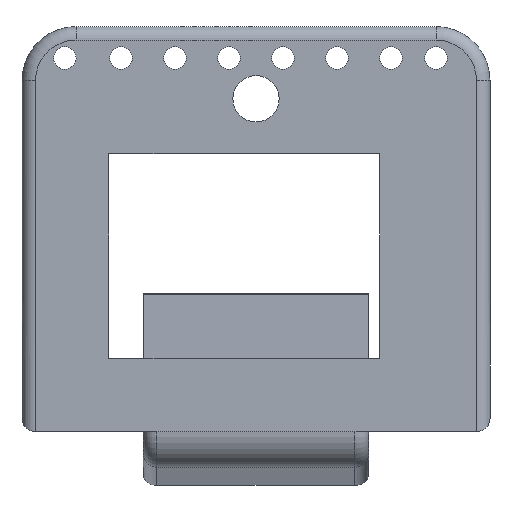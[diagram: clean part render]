
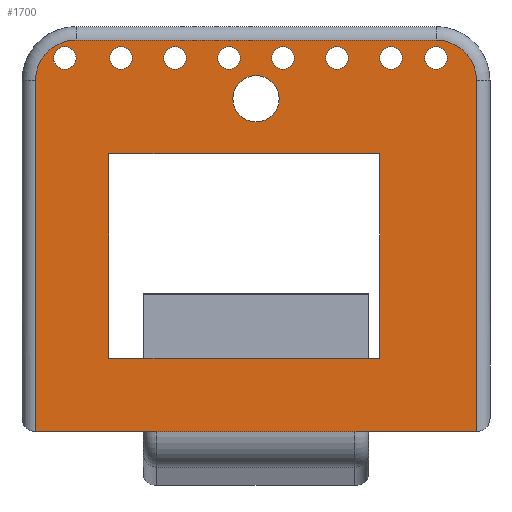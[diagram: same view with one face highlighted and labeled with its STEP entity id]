
A CAD part, front view. The second image highlights one B-rep face of the part: STEP entity #1700.
In plain terms, the highlighted planar face has unit normal (0, -1, 0).
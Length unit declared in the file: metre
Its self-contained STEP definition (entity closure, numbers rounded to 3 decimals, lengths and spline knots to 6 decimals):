
#119=LINE('',#2716,#246);
#130=LINE('',#2747,#257);
#139=LINE('',#2798,#266);
#140=LINE('',#2802,#267);
#141=LINE('',#2806,#268);
#142=LINE('',#2807,#269);
#143=LINE('',#2808,#270);
#144=LINE('',#2811,#271);
#145=LINE('',#2813,#272);
#146=LINE('',#2815,#273);
#246=VECTOR('',#2147,1.);
#257=VECTOR('',#2170,1.);
#266=VECTOR('',#2229,1.);
#267=VECTOR('',#2232,1.);
#268=VECTOR('',#2235,1.);
#269=VECTOR('',#2236,1.);
#270=VECTOR('',#2237,1.);
#271=VECTOR('',#2238,1.);
#272=VECTOR('',#2239,1.);
#273=VECTOR('',#2240,1.);
#466=ORIENTED_EDGE('',*,*,#882,.F.);
#467=ORIENTED_EDGE('',*,*,#903,.T.);
#468=ORIENTED_EDGE('',*,*,#904,.T.);
#469=ORIENTED_EDGE('',*,*,#905,.T.);
#470=ORIENTED_EDGE('',*,*,#906,.T.);
#471=ORIENTED_EDGE('',*,*,#907,.T.);
#472=ORIENTED_EDGE('',*,*,#868,.F.);
#473=ORIENTED_EDGE('',*,*,#908,.T.);
#474=ORIENTED_EDGE('',*,*,#899,.F.);
#475=ORIENTED_EDGE('',*,*,#898,.F.);
#476=ORIENTED_EDGE('',*,*,#897,.F.);
#477=ORIENTED_EDGE('',*,*,#896,.F.);
#478=ORIENTED_EDGE('',*,*,#895,.F.);
#479=ORIENTED_EDGE('',*,*,#894,.F.);
#480=ORIENTED_EDGE('',*,*,#893,.F.);
#481=ORIENTED_EDGE('',*,*,#892,.F.);
#482=ORIENTED_EDGE('',*,*,#902,.F.);
#483=ORIENTED_EDGE('',*,*,#909,.F.);
#484=ORIENTED_EDGE('',*,*,#910,.F.);
#485=ORIENTED_EDGE('',*,*,#911,.T.);
#486=ORIENTED_EDGE('',*,*,#912,.T.);
#868=EDGE_CURVE('',#1089,#1090,#119,.T.);
#882=EDGE_CURVE('',#1102,#1103,#130,.T.);
#892=EDGE_CURVE('',#1111,#1111,#1219,.T.);
#893=EDGE_CURVE('',#1112,#1112,#1220,.T.);
#894=EDGE_CURVE('',#1113,#1113,#1221,.T.);
#895=EDGE_CURVE('',#1114,#1114,#1222,.T.);
#896=EDGE_CURVE('',#1115,#1115,#1223,.T.);
#897=EDGE_CURVE('',#1116,#1116,#1224,.T.);
#898=EDGE_CURVE('',#1117,#1117,#1225,.T.);
#899=EDGE_CURVE('',#1118,#1118,#1226,.T.);
#902=EDGE_CURVE('',#1119,#1119,#1227,.T.);
#903=EDGE_CURVE('',#1102,#1120,#139,.T.);
#904=EDGE_CURVE('',#1120,#1121,#1228,.T.);
#905=EDGE_CURVE('',#1121,#1122,#140,.T.);
#906=EDGE_CURVE('',#1122,#1123,#1229,.T.);
#907=EDGE_CURVE('',#1123,#1090,#141,.F.);
#908=EDGE_CURVE('',#1089,#1103,#142,.T.);
#909=EDGE_CURVE('',#1124,#1125,#143,.T.);
#910=EDGE_CURVE('',#1126,#1124,#144,.T.);
#911=EDGE_CURVE('',#1126,#1127,#145,.T.);
#912=EDGE_CURVE('',#1127,#1125,#146,.T.);
#1089=VERTEX_POINT('',#2717);
#1090=VERTEX_POINT('',#2718);
#1102=VERTEX_POINT('',#2746);
#1103=VERTEX_POINT('',#2748);
#1111=VERTEX_POINT('',#2769);
#1112=VERTEX_POINT('',#2772);
#1113=VERTEX_POINT('',#2775);
#1114=VERTEX_POINT('',#2778);
#1115=VERTEX_POINT('',#2781);
#1116=VERTEX_POINT('',#2784);
#1117=VERTEX_POINT('',#2787);
#1118=VERTEX_POINT('',#2790);
#1119=VERTEX_POINT('',#2796);
#1120=VERTEX_POINT('',#2799);
#1121=VERTEX_POINT('',#2801);
#1122=VERTEX_POINT('',#2803);
#1123=VERTEX_POINT('',#2805);
#1124=VERTEX_POINT('',#2809);
#1125=VERTEX_POINT('',#2810);
#1126=VERTEX_POINT('',#2812);
#1127=VERTEX_POINT('',#2814);
#1219=CIRCLE('',#1852,0.0025);
#1220=CIRCLE('',#1854,0.0025);
#1221=CIRCLE('',#1856,0.0025);
#1222=CIRCLE('',#1858,0.0025);
#1223=CIRCLE('',#1860,0.0025);
#1224=CIRCLE('',#1862,0.0025);
#1225=CIRCLE('',#1864,0.0025);
#1226=CIRCLE('',#1866,0.005144);
#1227=CIRCLE('',#1869,0.0025);
#1228=CIRCLE('',#1871,0.009);
#1229=CIRCLE('',#1872,0.009);
#1337=EDGE_LOOP('',(#466,#467,#468,#469,#470,#471,#472,#473));
#1338=EDGE_LOOP('',(#474));
#1339=EDGE_LOOP('',(#475));
#1340=EDGE_LOOP('',(#476));
#1341=EDGE_LOOP('',(#477));
#1342=EDGE_LOOP('',(#478));
#1343=EDGE_LOOP('',(#479));
#1344=EDGE_LOOP('',(#480));
#1345=EDGE_LOOP('',(#481));
#1346=EDGE_LOOP('',(#482));
#1347=EDGE_LOOP('',(#483,#484,#485,#486));
#1510=FACE_BOUND('',#1337,.T.);
#1511=FACE_BOUND('',#1338,.T.);
#1512=FACE_BOUND('',#1339,.T.);
#1513=FACE_BOUND('',#1340,.T.);
#1514=FACE_BOUND('',#1341,.T.);
#1515=FACE_BOUND('',#1342,.T.);
#1516=FACE_BOUND('',#1343,.T.);
#1517=FACE_BOUND('',#1344,.T.);
#1518=FACE_BOUND('',#1345,.T.);
#1519=FACE_BOUND('',#1346,.T.);
#1520=FACE_BOUND('',#1347,.T.);
#1637=PLANE('',#1870);
#1700=ADVANCED_FACE('',(#1510,#1511,#1512,#1513,#1514,#1515,#1516,#1517,
#1518,#1519,#1520),#1637,.T.);
#1852=AXIS2_PLACEMENT_3D('',#2768,#2189,#2190);
#1854=AXIS2_PLACEMENT_3D('',#2771,#2193,#2194);
#1856=AXIS2_PLACEMENT_3D('',#2774,#2197,#2198);
#1858=AXIS2_PLACEMENT_3D('',#2777,#2201,#2202);
#1860=AXIS2_PLACEMENT_3D('',#2780,#2205,#2206);
#1862=AXIS2_PLACEMENT_3D('',#2783,#2209,#2210);
#1864=AXIS2_PLACEMENT_3D('',#2786,#2213,#2214);
#1866=AXIS2_PLACEMENT_3D('',#2789,#2217,#2218);
#1869=AXIS2_PLACEMENT_3D('',#2795,#2225,#2226);
#1870=AXIS2_PLACEMENT_3D('',#2797,#2227,#2228);
#1871=AXIS2_PLACEMENT_3D('',#2800,#2230,#2231);
#1872=AXIS2_PLACEMENT_3D('',#2804,#2233,#2234);
#2147=DIRECTION('',(-1.,0.,0.));
#2170=DIRECTION('',(-1.,0.,0.));
#2189=DIRECTION('',(0.,-1.,0.));
#2190=DIRECTION('',(0.,0.,-1.));
#2193=DIRECTION('',(0.,-1.,0.));
#2194=DIRECTION('',(0.,0.,-1.));
#2197=DIRECTION('',(0.,-1.,0.));
#2198=DIRECTION('',(0.,0.,-1.));
#2201=DIRECTION('',(0.,-1.,0.));
#2202=DIRECTION('',(0.,0.,-1.));
#2205=DIRECTION('',(0.,-1.,0.));
#2206=DIRECTION('',(0.,0.,-1.));
#2209=DIRECTION('',(0.,-1.,0.));
#2210=DIRECTION('',(0.,0.,-1.));
#2213=DIRECTION('',(0.,-1.,0.));
#2214=DIRECTION('',(0.,0.,-1.));
#2217=DIRECTION('',(0.,-1.,0.));
#2218=DIRECTION('',(0.,0.,-1.));
#2225=DIRECTION('',(0.,-1.,0.));
#2226=DIRECTION('',(0.,0.,-1.));
#2227=DIRECTION('',(0.,-1.,0.));
#2228=DIRECTION('',(1.,0.,0.));
#2229=DIRECTION('',(0.,0.,1.));
#2230=DIRECTION('',(0.,-1.,0.));
#2231=DIRECTION('',(0.,0.,-1.));
#2232=DIRECTION('',(-1.,0.,0.));
#2233=DIRECTION('',(0.,-1.,0.));
#2234=DIRECTION('',(0.,0.,-1.));
#2235=DIRECTION('',(0.,0.,1.));
#2236=DIRECTION('',(1.,0.,0.));
#2237=DIRECTION('',(-1.,0.,0.));
#2238=DIRECTION('',(0.,0.,1.));
#2239=DIRECTION('',(-1.,0.,0.));
#2240=DIRECTION('',(0.,0.,1.));
#2716=CARTESIAN_POINT('',(0.,-0.00575,-0.039));
#2717=CARTESIAN_POINT('',(-0.022,-0.00575,-0.039));
#2718=CARTESIAN_POINT('',(-0.049,-0.00575,-0.039));
#2746=CARTESIAN_POINT('',(0.049,-0.00575,-0.039));
#2747=CARTESIAN_POINT('',(0.,-0.00575,-0.039));
#2748=CARTESIAN_POINT('',(0.022,-0.00575,-0.039));
#2768=CARTESIAN_POINT('',(0.03,-0.00575,0.044));
#2769=CARTESIAN_POINT('',(0.03,-0.00575,0.0415));
#2771=CARTESIAN_POINT('',(0.018,-0.00575,0.044));
#2772=CARTESIAN_POINT('',(0.018,-0.00575,0.0415));
#2774=CARTESIAN_POINT('',(0.006,-0.00575,0.044));
#2775=CARTESIAN_POINT('',(0.006,-0.00575,0.0415));
#2777=CARTESIAN_POINT('',(-0.006,-0.00575,0.044));
#2778=CARTESIAN_POINT('',(-0.006,-0.00575,0.0415));
#2780=CARTESIAN_POINT('',(-0.018,-0.00575,0.044));
#2781=CARTESIAN_POINT('',(-0.018,-0.00575,0.0415));
#2783=CARTESIAN_POINT('',(-0.03,-0.00575,0.044));
#2784=CARTESIAN_POINT('',(-0.03,-0.00575,0.0415));
#2786=CARTESIAN_POINT('',(-0.0425,-0.00575,0.044));
#2787=CARTESIAN_POINT('',(-0.0425,-0.00575,0.0415));
#2789=CARTESIAN_POINT('',(0.,-0.00575,0.034943));
#2790=CARTESIAN_POINT('',(0.,-0.00575,0.029799));
#2795=CARTESIAN_POINT('',(0.04,-0.00575,0.044));
#2796=CARTESIAN_POINT('',(0.04,-0.00575,0.0415));
#2797=CARTESIAN_POINT('',(0.,-0.00575,0.008354));
#2798=CARTESIAN_POINT('',(0.049,-0.00575,0.039));
#2799=CARTESIAN_POINT('',(0.049,-0.00575,0.039));
#2800=CARTESIAN_POINT('',(0.04,-0.00575,0.039));
#2801=CARTESIAN_POINT('',(0.04,-0.00575,0.048));
#2802=CARTESIAN_POINT('',(-0.04,-0.00575,0.048));
#2803=CARTESIAN_POINT('',(-0.04,-0.00575,0.048));
#2804=CARTESIAN_POINT('',(-0.04,-0.00575,0.039));
#2805=CARTESIAN_POINT('',(-0.049,-0.00575,0.039));
#2806=CARTESIAN_POINT('',(-0.049,-0.00575,0.008354));
#2807=CARTESIAN_POINT('',(-0.025,-0.00575,-0.039));
#2808=CARTESIAN_POINT('',(-0.0026,-0.00575,0.02275));
#2809=CARTESIAN_POINT('',(0.0275,-0.00575,0.02275));
#2810=CARTESIAN_POINT('',(-0.0327,-0.00575,0.02275));
#2811=CARTESIAN_POINT('',(0.0275,-0.00575,0.));
#2812=CARTESIAN_POINT('',(0.0275,-0.00575,-0.02275));
#2813=CARTESIAN_POINT('',(-0.0026,-0.00575,-0.02275));
#2814=CARTESIAN_POINT('',(-0.0327,-0.00575,-0.02275));
#2815=CARTESIAN_POINT('',(-0.0327,-0.00575,0.));
